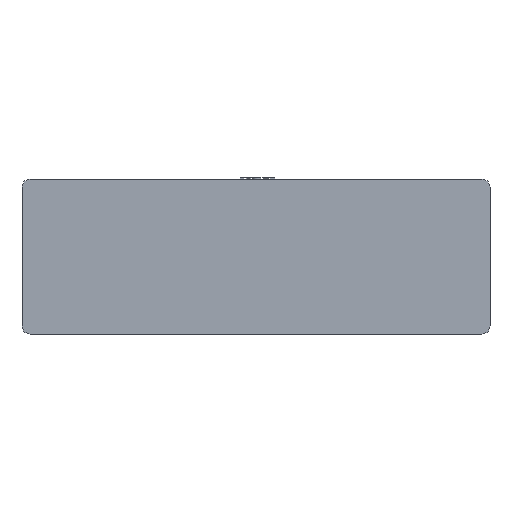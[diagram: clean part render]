
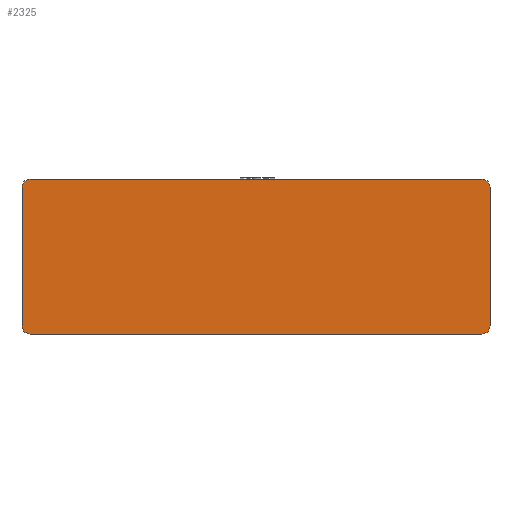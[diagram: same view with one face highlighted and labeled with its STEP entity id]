
A CAD part, front view. The second image highlights one B-rep face of the part: STEP entity #2325.
In plain terms, the highlighted planar face has unit normal (0, -1, 0).
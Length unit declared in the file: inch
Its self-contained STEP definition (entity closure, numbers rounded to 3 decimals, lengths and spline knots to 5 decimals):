
#2270 = ORIENTED_EDGE ( 'NONE', *, *, #2476, .F. ) ;
#2271 = EDGE_CURVE ( 'NONE', #2334, #2487, #16283, .T. ) ;
#2300 = ORIENTED_EDGE ( 'NONE', *, *, #2301, .T. ) ;
#2301 = EDGE_CURVE ( 'NONE', #2323, #2302, #16408, .T. ) ;
#2302 = VERTEX_POINT ( 'NONE', #16416 ) ;
#2306 = EDGE_CURVE ( 'NONE', #2394, #2345, #16528, .T. ) ;
#2308 = ORIENTED_EDGE ( 'NONE', *, *, #2310, .T. ) ;
#2310 = EDGE_CURVE ( 'NONE', #2394, #2487, #16491, .T. ) ;
#2317 = ORIENTED_EDGE ( 'NONE', *, *, #2446, .F. ) ;
#2321 = EDGE_CURVE ( 'NONE', #2334, #2322, #16694, .T. ) ;
#2322 = VERTEX_POINT ( 'NONE', #16659 ) ;
#2323 = VERTEX_POINT ( 'NONE', #16658 ) ;
#2325 = ADVANCED_FACE ( 'NONE', ( #16657 ), #16692, .F. ) ;
#2327 = ORIENTED_EDGE ( 'NONE', *, *, #2271, .F. ) ;
#2334 = VERTEX_POINT ( 'NONE', #16668 ) ;
#2344 = ORIENTED_EDGE ( 'NONE', *, *, #2392, .T. ) ;
#2345 = VERTEX_POINT ( 'NONE', #16646 ) ;
#2350 = VERTEX_POINT ( 'NONE', #16719 ) ;
#2392 = EDGE_CURVE ( 'NONE', #2350, #2345, #16889, .T. ) ;
#2393 = ORIENTED_EDGE ( 'NONE', *, *, #2306, .F. ) ;
#2394 = VERTEX_POINT ( 'NONE', #16885 ) ;
#2445 = EDGE_LOOP ( 'NONE', ( #2327, #2488, #2270, #2300, #2317, #2344, #2393, #2308 ) ) ;
#2446 = EDGE_CURVE ( 'NONE', #2350, #2302, #17115, .T. ) ;
#2476 = EDGE_CURVE ( 'NONE', #2323, #2322, #9067, .T. ) ;
#2487 = VERTEX_POINT ( 'NONE', #7200 ) ;
#2488 = ORIENTED_EDGE ( 'NONE', *, *, #2321, .T. ) ;
#7200 = CARTESIAN_POINT ( 'NONE',  ( -21.24987, -4., 6.28987 ) ) ;
#9008 = DIRECTION ( 'NONE',  ( -1., 0., 0. ) ) ;
#9065 = VECTOR ( 'NONE', #9008, 39.37008 ) ;
#9066 = CARTESIAN_POINT ( 'NONE',  ( 0., -4., -7.03987 ) ) ;
#9067 = LINE ( 'NONE', #9066, #9065 ) ;
#16280 = DIRECTION ( 'NONE',  ( 0., 0., 1. ) ) ;
#16281 = VECTOR ( 'NONE', #16280, 39.37008 ) ;
#16282 = CARTESIAN_POINT ( 'NONE',  ( -21.24987, -4., 0. ) ) ;
#16283 = LINE ( 'NONE', #16282, #16281 ) ;
#16405 = DIRECTION ( 'NONE',  ( 0., -1., 0. ) ) ;
#16406 = CARTESIAN_POINT ( 'NONE',  ( 20.49987, -4., -6.28987 ) ) ;
#16407 = AXIS2_PLACEMENT_3D ( 'NONE', #16406, #16405, #16417 ) ;
#16408 = CIRCLE ( 'NONE', #16407, 0.75 ) ;
#16416 = CARTESIAN_POINT ( 'NONE',  ( 21.24987, -4., -6.28987 ) ) ;
#16417 = DIRECTION ( 'NONE',  ( 0., 0., 1. ) ) ;
#16491 = CIRCLE ( 'NONE', #16571, 0.75 ) ;
#16528 = LINE ( 'NONE', #16586, #16585 ) ;
#16568 = DIRECTION ( 'NONE',  ( 0., 0., 1. ) ) ;
#16569 = DIRECTION ( 'NONE',  ( 0., -1., 0. ) ) ;
#16570 = CARTESIAN_POINT ( 'NONE',  ( -20.49987, -4., 6.28987 ) ) ;
#16571 = AXIS2_PLACEMENT_3D ( 'NONE', #16570, #16569, #16568 ) ;
#16573 = DIRECTION ( 'NONE',  ( 1., 0., 0. ) ) ;
#16585 = VECTOR ( 'NONE', #16573, 39.37008 ) ;
#16586 = CARTESIAN_POINT ( 'NONE',  ( 0., -4., 7.03987 ) ) ;
#16646 = CARTESIAN_POINT ( 'NONE',  ( 20.49987, -4., 7.03987 ) ) ;
#16657 = FACE_OUTER_BOUND ( 'NONE', #2445, .T. ) ;
#16658 = CARTESIAN_POINT ( 'NONE',  ( 20.49987, -4., -7.03987 ) ) ;
#16659 = CARTESIAN_POINT ( 'NONE',  ( -20.49987, -4., -7.03987 ) ) ;
#16660 = DIRECTION ( 'NONE',  ( 0., 0., 1. ) ) ;
#16661 = DIRECTION ( 'NONE',  ( 0., -1., 0. ) ) ;
#16662 = CARTESIAN_POINT ( 'NONE',  ( -20.49987, -4., -6.28987 ) ) ;
#16663 = AXIS2_PLACEMENT_3D ( 'NONE', #16662, #16661, #16660 ) ;
#16668 = CARTESIAN_POINT ( 'NONE',  ( -21.24987, -4., -6.28987 ) ) ;
#16688 = DIRECTION ( 'NONE',  ( 0., 0., 1. ) ) ;
#16689 = DIRECTION ( 'NONE',  ( 0., 1., 0. ) ) ;
#16690 = CARTESIAN_POINT ( 'NONE',  ( -21.24987, -4., -7.03987 ) ) ;
#16691 = AXIS2_PLACEMENT_3D ( 'NONE', #16690, #16689, #16688 ) ;
#16692 = PLANE ( 'NONE',  #16691 ) ;
#16694 = CIRCLE ( 'NONE', #16663, 0.75 ) ;
#16719 = CARTESIAN_POINT ( 'NONE',  ( 21.24987, -4., 6.28987 ) ) ;
#16885 = CARTESIAN_POINT ( 'NONE',  ( -20.49987, -4., 7.03987 ) ) ;
#16886 = DIRECTION ( 'NONE',  ( 0., 0., 1. ) ) ;
#16887 = DIRECTION ( 'NONE',  ( 0., -1., 0. ) ) ;
#16888 = AXIS2_PLACEMENT_3D ( 'NONE', #16979, #16887, #16886 ) ;
#16889 = CIRCLE ( 'NONE', #16888, 0.75 ) ;
#16979 = CARTESIAN_POINT ( 'NONE',  ( 20.49987, -4., 6.28987 ) ) ;
#17112 = DIRECTION ( 'NONE',  ( 0., 0., -1. ) ) ;
#17113 = VECTOR ( 'NONE', #17112, 39.37008 ) ;
#17114 = CARTESIAN_POINT ( 'NONE',  ( 21.24987, -4., 0. ) ) ;
#17115 = LINE ( 'NONE', #17114, #17113 ) ;
